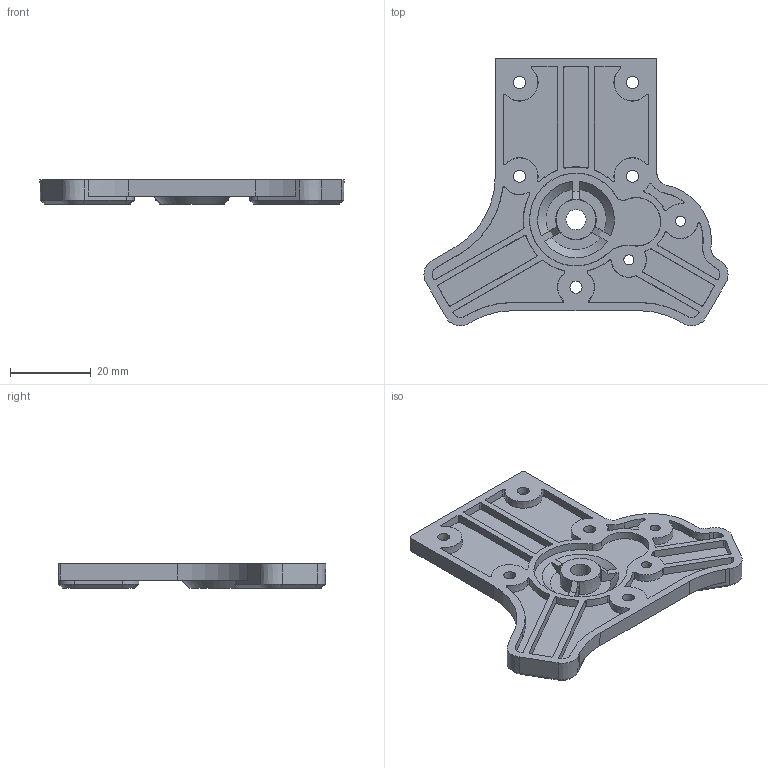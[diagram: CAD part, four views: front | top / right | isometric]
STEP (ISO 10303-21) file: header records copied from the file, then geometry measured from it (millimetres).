
FILE_DESCRIPTION(/* description */ (''),/* implementation_level */ '2;1');
FILE_NAME(/* name */ 'demo.step',/* time_stamp */ '2020-03-03T10:56:07+00:00',/* author */ (''),/* organization */ (''),/* preprocessor_version */ 'ST-DEVELOPER v18',/* originating_system */ 'Autodesk Translation Framework v8.12.0.6',/* authorisation */ '');
FILE_SCHEMA (('AUTOMOTIVE_DESIGN { 1 0 10303 214 3 1 1 }'));
Length unit declared in the file: millimetre
Products named in the file (1): PR-TC-TOOLHEAD-DEMO
Bounding box: 75.49 x 66.47 x 6 mm (x, y, z)
Volume: 9609.5 mm3; surface area: 12889.2 mm2
Topology: 3 solids, 3 shells, 608 faces, 1725 edges, 1153 vertices
Faces by surface type: plane 230, cone 193, cylinder 185
Full cylindrical faces by diameter (mm): 5 x1, 8 x6, 19 x2, 21 x2
Entity records: 20289 total; most frequent: DIRECTION 3774, CARTESIAN_POINT 3553, ORIENTED_EDGE 3450, EDGE_CURVE 1725, AXIS2_PLACEMENT_3D 1458, VERTEX_POINT 1153, LINE 858, VECTOR 858
